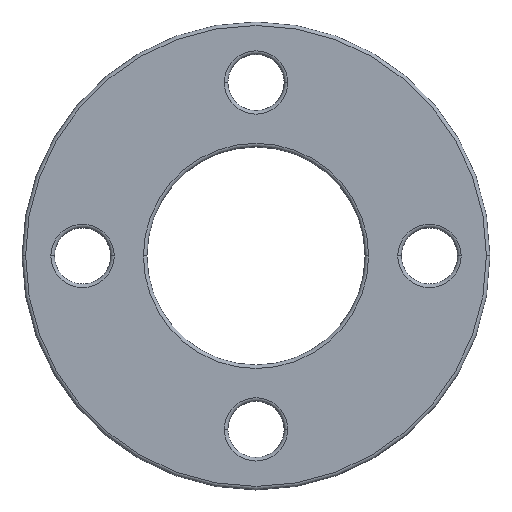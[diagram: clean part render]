
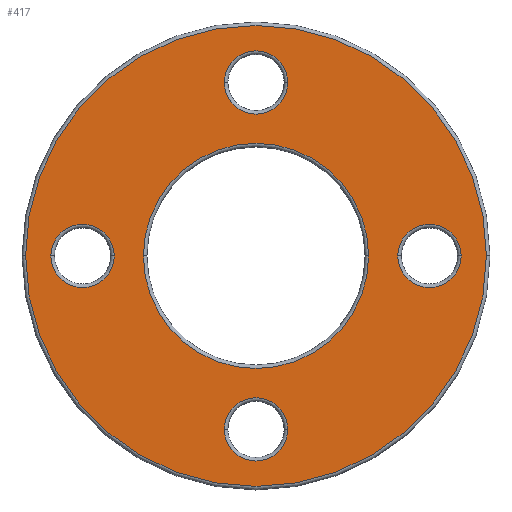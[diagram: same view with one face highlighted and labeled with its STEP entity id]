
A CAD part, top view. The second image highlights one B-rep face of the part: STEP entity #417.
In plain terms, the highlighted planar face has unit normal (0, 0, 1).
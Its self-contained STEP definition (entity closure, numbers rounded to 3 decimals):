
#3 = CARTESIAN_POINT ( 'NONE',  ( 58.3, 0., 18. ) ) ;
#10 = AXIS2_PLACEMENT_3D ( 'NONE', #207, #580, #319 ) ;
#17 = EDGE_CURVE ( 'NONE', #55, #525, #490, .T. ) ;
#50 = DIRECTION ( 'NONE',  ( 0., 0., -1. ) ) ;
#55 = VERTEX_POINT ( 'NONE', #205 ) ;
#64 = CIRCLE ( 'NONE', #824, 9. ) ;
#92 = CARTESIAN_POINT ( 'NONE',  ( 0., 49.3, 18. ) ) ;
#101 = CARTESIAN_POINT ( 'NONE',  ( -58.3, 0., 18. ) ) ;
#102 = AXIS2_PLACEMENT_3D ( 'NONE', #313, #50, #1024 ) ;
#111 = EDGE_CURVE ( 'NONE', #986, #189, #569, .T. ) ;
#131 = DIRECTION ( 'NONE',  ( 0., 0., -1. ) ) ;
#143 = ORIENTED_EDGE ( 'NONE', *, *, #906, .T. ) ;
#159 = VERTEX_POINT ( 'NONE', #395 ) ;
#189 = VERTEX_POINT ( 'NONE', #484 ) ;
#191 = CIRCLE ( 'NONE', #102, 32. ) ;
#193 = CARTESIAN_POINT ( 'NONE',  ( 0., 0., 18. ) ) ;
#199 = DIRECTION ( 'NONE',  ( 1., 0., 0. ) ) ;
#203 = FACE_BOUND ( 'NONE', #631, .T. ) ;
#205 = CARTESIAN_POINT ( 'NONE',  ( -9., -49.3, 18. ) ) ;
#206 = EDGE_CURVE ( 'NONE', #189, #986, #606, .T. ) ;
#207 = CARTESIAN_POINT ( 'NONE',  ( 0., 0., 18. ) ) ;
#216 = EDGE_CURVE ( 'NONE', #538, #351, #191, .T. ) ;
#239 = AXIS2_PLACEMENT_3D ( 'NONE', #931, #382, #199 ) ;
#251 = AXIS2_PLACEMENT_3D ( 'NONE', #92, #454, #813 ) ;
#273 = AXIS2_PLACEMENT_3D ( 'NONE', #829, #645, #732 ) ;
#280 = DIRECTION ( 'NONE',  ( 0., 0., -1. ) ) ;
#286 = FACE_BOUND ( 'NONE', #442, .T. ) ;
#287 = DIRECTION ( 'NONE',  ( 1., 0., 0. ) ) ;
#289 = FACE_OUTER_BOUND ( 'NONE', #957, .T. ) ;
#292 = AXIS2_PLACEMENT_3D ( 'NONE', #1068, #280, #532 ) ;
#313 = CARTESIAN_POINT ( 'NONE',  ( 0., 0., 18. ) ) ;
#319 = DIRECTION ( 'NONE',  ( 1., 0., 0. ) ) ;
#339 = ORIENTED_EDGE ( 'NONE', *, *, #206, .T. ) ;
#351 = VERTEX_POINT ( 'NONE', #980 ) ;
#357 = EDGE_CURVE ( 'NONE', #877, #505, #1071, .T. ) ;
#359 = CARTESIAN_POINT ( 'NONE',  ( 9., -49.3, 18. ) ) ;
#361 = ORIENTED_EDGE ( 'NONE', *, *, #357, .T. ) ;
#368 = CIRCLE ( 'NONE', #1021, 65.5 ) ;
#382 = DIRECTION ( 'NONE',  ( 0., 0., 1. ) ) ;
#395 = CARTESIAN_POINT ( 'NONE',  ( 65.5, 0., 18. ) ) ;
#399 = DIRECTION ( 'NONE',  ( 1., 0., 0. ) ) ;
#401 = EDGE_CURVE ( 'NONE', #351, #538, #911, .T. ) ;
#405 = CARTESIAN_POINT ( 'NONE',  ( -49.3, 0., 18. ) ) ;
#409 = AXIS2_PLACEMENT_3D ( 'NONE', #471, #917, #287 ) ;
#417 = ADVANCED_FACE ( 'NONE', ( #1007, #286, #203, #289, #840, #740 ), #1013, .T. ) ;
#424 = ORIENTED_EDGE ( 'NONE', *, *, #216, .T. ) ;
#429 = CARTESIAN_POINT ( 'NONE',  ( -40.3, 0., 18. ) ) ;
#436 = CARTESIAN_POINT ( 'NONE',  ( -65.5, 0., 18. ) ) ;
#442 = EDGE_LOOP ( 'NONE', ( #1146, #339 ) ) ;
#446 = CARTESIAN_POINT ( 'NONE',  ( 0., 0., 18. ) ) ;
#454 = DIRECTION ( 'NONE',  ( 0., 0., -1. ) ) ;
#466 = CIRCLE ( 'NONE', #10, 65.5 ) ;
#471 = CARTESIAN_POINT ( 'NONE',  ( 0., -49.3, 18. ) ) ;
#484 = CARTESIAN_POINT ( 'NONE',  ( 40.3, 0., 18. ) ) ;
#486 = AXIS2_PLACEMENT_3D ( 'NONE', #193, #1109, #1016 ) ;
#490 = CIRCLE ( 'NONE', #409, 9. ) ;
#498 = DIRECTION ( 'NONE',  ( 0., 0., -1. ) ) ;
#503 = ORIENTED_EDGE ( 'NONE', *, *, #991, .T. ) ;
#505 = VERTEX_POINT ( 'NONE', #101 ) ;
#512 = VERTEX_POINT ( 'NONE', #727 ) ;
#519 = VERTEX_POINT ( 'NONE', #543 ) ;
#525 = VERTEX_POINT ( 'NONE', #359 ) ;
#532 = DIRECTION ( 'NONE',  ( 1., 0., 0. ) ) ;
#538 = VERTEX_POINT ( 'NONE', #802 ) ;
#543 = CARTESIAN_POINT ( 'NONE',  ( 9., 49.3, 18. ) ) ;
#567 = EDGE_LOOP ( 'NONE', ( #361, #503 ) ) ;
#569 = CIRCLE ( 'NONE', #1017, 9. ) ;
#580 = DIRECTION ( 'NONE',  ( 0., 0., 1. ) ) ;
#582 = CIRCLE ( 'NONE', #273, 9. ) ;
#598 = ORIENTED_EDGE ( 'NONE', *, *, #650, .T. ) ;
#599 = EDGE_LOOP ( 'NONE', ( #985, #884 ) ) ;
#606 = CIRCLE ( 'NONE', #1061, 9. ) ;
#609 = AXIS2_PLACEMENT_3D ( 'NONE', #405, #1126, #949 ) ;
#623 = ORIENTED_EDGE ( 'NONE', *, *, #401, .T. ) ;
#631 = EDGE_LOOP ( 'NONE', ( #623, #424 ) ) ;
#645 = DIRECTION ( 'NONE',  ( 0., 0., -1. ) ) ;
#650 = EDGE_CURVE ( 'NONE', #512, #519, #582, .T. ) ;
#671 = CARTESIAN_POINT ( 'NONE',  ( 0., -49.3, 18. ) ) ;
#680 = DIRECTION ( 'NONE',  ( 1., 0., 0. ) ) ;
#709 = ORIENTED_EDGE ( 'NONE', *, *, #1025, .T. ) ;
#718 = ORIENTED_EDGE ( 'NONE', *, *, #984, .T. ) ;
#727 = CARTESIAN_POINT ( 'NONE',  ( -9., 49.3, 18. ) ) ;
#732 = DIRECTION ( 'NONE',  ( 1., 0., 0. ) ) ;
#740 = FACE_BOUND ( 'NONE', #599, .T. ) ;
#757 = CARTESIAN_POINT ( 'NONE',  ( 49.3, 0., 18. ) ) ;
#775 = EDGE_CURVE ( 'NONE', #525, #55, #64, .T. ) ;
#802 = CARTESIAN_POINT ( 'NONE',  ( -32., 0., 18. ) ) ;
#813 = DIRECTION ( 'NONE',  ( 1., 0., 0. ) ) ;
#823 = CIRCLE ( 'NONE', #251, 9. ) ;
#824 = AXIS2_PLACEMENT_3D ( 'NONE', #671, #958, #680 ) ;
#829 = CARTESIAN_POINT ( 'NONE',  ( 0., 49.3, 18. ) ) ;
#840 = FACE_BOUND ( 'NONE', #887, .T. ) ;
#877 = VERTEX_POINT ( 'NONE', #429 ) ;
#883 = VERTEX_POINT ( 'NONE', #436 ) ;
#884 = ORIENTED_EDGE ( 'NONE', *, *, #17, .T. ) ;
#887 = EDGE_LOOP ( 'NONE', ( #718, #598 ) ) ;
#906 = EDGE_CURVE ( 'NONE', #159, #883, #368, .T. ) ;
#911 = CIRCLE ( 'NONE', #486, 32. ) ;
#917 = DIRECTION ( 'NONE',  ( 0., 0., -1. ) ) ;
#931 = CARTESIAN_POINT ( 'NONE',  ( 0., 0., 18. ) ) ;
#949 = DIRECTION ( 'NONE',  ( 1., 0., 0. ) ) ;
#957 = EDGE_LOOP ( 'NONE', ( #143, #709 ) ) ;
#958 = DIRECTION ( 'NONE',  ( 0., 0., -1. ) ) ;
#980 = CARTESIAN_POINT ( 'NONE',  ( 32., 0., 18. ) ) ;
#984 = EDGE_CURVE ( 'NONE', #519, #512, #823, .T. ) ;
#985 = ORIENTED_EDGE ( 'NONE', *, *, #775, .T. ) ;
#986 = VERTEX_POINT ( 'NONE', #3 ) ;
#991 = EDGE_CURVE ( 'NONE', #505, #877, #1010, .T. ) ;
#1007 = FACE_BOUND ( 'NONE', #567, .T. ) ;
#1010 = CIRCLE ( 'NONE', #609, 9. ) ;
#1013 = PLANE ( 'NONE',  #239 ) ;
#1016 = DIRECTION ( 'NONE',  ( 1., 0., 0. ) ) ;
#1017 = AXIS2_PLACEMENT_3D ( 'NONE', #1032, #131, #399 ) ;
#1021 = AXIS2_PLACEMENT_3D ( 'NONE', #446, #1147, #1164 ) ;
#1024 = DIRECTION ( 'NONE',  ( 1., 0., 0. ) ) ;
#1025 = EDGE_CURVE ( 'NONE', #883, #159, #466, .T. ) ;
#1032 = CARTESIAN_POINT ( 'NONE',  ( 49.3, 0., 18. ) ) ;
#1061 = AXIS2_PLACEMENT_3D ( 'NONE', #757, #498, #1119 ) ;
#1068 = CARTESIAN_POINT ( 'NONE',  ( -49.3, 0., 18. ) ) ;
#1071 = CIRCLE ( 'NONE', #292, 9. ) ;
#1109 = DIRECTION ( 'NONE',  ( 0., 0., -1. ) ) ;
#1119 = DIRECTION ( 'NONE',  ( 1., 0., 0. ) ) ;
#1126 = DIRECTION ( 'NONE',  ( 0., 0., -1. ) ) ;
#1146 = ORIENTED_EDGE ( 'NONE', *, *, #111, .T. ) ;
#1147 = DIRECTION ( 'NONE',  ( 0., 0., 1. ) ) ;
#1164 = DIRECTION ( 'NONE',  ( 1., 0., 0. ) ) ;
